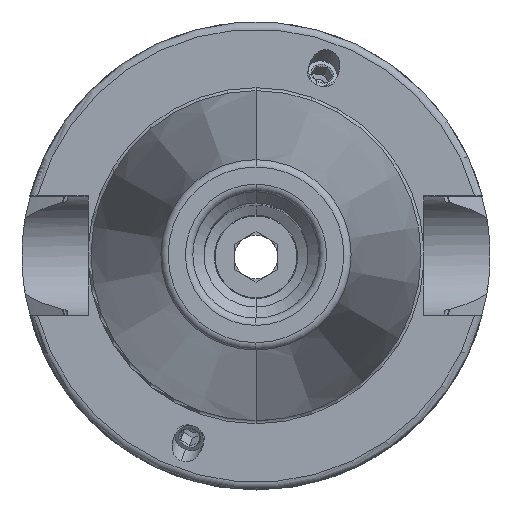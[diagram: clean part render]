
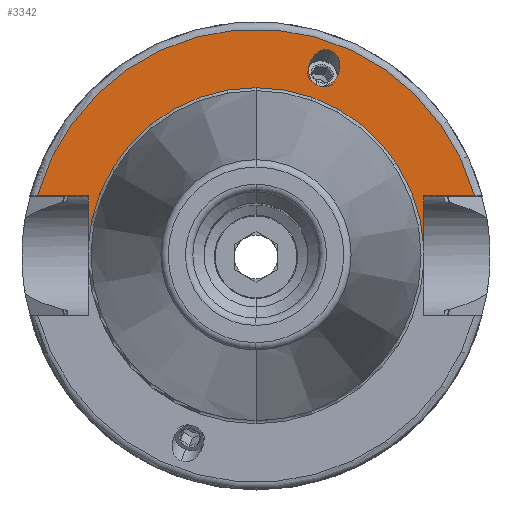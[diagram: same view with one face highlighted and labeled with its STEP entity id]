
A CAD part, top view. The second image highlights one B-rep face of the part: STEP entity #3342.
In plain terms, the highlighted planar face has unit normal (0, 0, 1).
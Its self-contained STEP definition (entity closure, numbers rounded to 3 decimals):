
#902=DIRECTION('',(0,1,0));
#903=VECTOR('',#902,6.987);
#904=CARTESIAN_POINT('',(-22.6,1.063,25));
#905=LINE('',#904,#903);
#906=DIRECTION('',(1,0,0));
#907=VECTOR('',#906,6.818);
#908=CARTESIAN_POINT('',(-29.418,8.05,25));
#909=LINE('',#908,#907);
#910=DIRECTION('',(-1,0,0));
#911=VECTOR('',#910,6.818);
#912=CARTESIAN_POINT('',(29.418,8.05,25));
#913=LINE('',#912,#911);
#914=DIRECTION('',(0,-1,0));
#915=VECTOR('',#914,6.987);
#916=CARTESIAN_POINT('',(22.6,8.05,25));
#917=LINE('',#916,#915);
#918=CARTESIAN_POINT('',(10.056,27.629,25));
#919=CARTESIAN_POINT('',(10.283,27.547,25));
#920=CARTESIAN_POINT('',(10.737,27.268,25));
#921=CARTESIAN_POINT('',(11.226,26.479,25));
#922=CARTESIAN_POINT('',(11.341,25.65,25));
#923=CARTESIAN_POINT('',(11.261,25.009,25));
#924=CARTESIAN_POINT('',(11.137,24.573,25));
#925=CARTESIAN_POINT('',(10.952,24.159,25));
#926=CARTESIAN_POINT('',(10.601,23.617,25));
#927=CARTESIAN_POINT('',(9.98,23.055,25));
#928=CARTESIAN_POINT('',(9.098,22.765,25));
#929=CARTESIAN_POINT('',(8.571,22.843,25));
#930=CARTESIAN_POINT('',(8.344,22.926,25));
#932=CARTESIAN_POINT('',(8.344,22.926,25));
#933=CARTESIAN_POINT('',(8.117,23.009,25));
#934=CARTESIAN_POINT('',(7.663,23.288,25));
#935=CARTESIAN_POINT('',(7.174,24.076,25));
#936=CARTESIAN_POINT('',(7.06,24.906,25));
#937=CARTESIAN_POINT('',(7.14,25.547,25));
#938=CARTESIAN_POINT('',(7.264,25.983,25));
#939=CARTESIAN_POINT('',(7.449,26.396,25));
#940=CARTESIAN_POINT('',(7.8,26.939,25));
#941=CARTESIAN_POINT('',(8.421,27.5,25));
#942=CARTESIAN_POINT('',(9.302,27.79,25));
#943=CARTESIAN_POINT('',(9.829,27.712,25));
#944=CARTESIAN_POINT('',(10.056,27.629,25));
#980=CARTESIAN_POINT('',(0,0,25));
#981=DIRECTION('',(0,0,1));
#982=DIRECTION('',(0,1,0));
#983=AXIS2_PLACEMENT_3D('',#980,#981,#982);
#1011=CARTESIAN_POINT('',(0,0,25));
#1012=DIRECTION('',(0,0,-1));
#1013=DIRECTION('',(0,1,0));
#1014=AXIS2_PLACEMENT_3D('',#1011,#1012,#1013);
#1063=CARTESIAN_POINT('',(0,0,25));
#1064=DIRECTION('',(0,0,1));
#1065=DIRECTION('',(0.965,0.264,0));
#1066=AXIS2_PLACEMENT_3D('',#1063,#1064,#1065);
#1954=CARTESIAN_POINT('',(-22.6,1.063,25));
#1955=CARTESIAN_POINT('',(-22.6,8.05,25));
#1956=VERTEX_POINT('',#1954);
#1957=VERTEX_POINT('',#1955);
#1958=CARTESIAN_POINT('',(-29.418,8.05,25));
#1959=VERTEX_POINT('',#1958);
#1960=CARTESIAN_POINT('',(22.6,8.05,25));
#1961=CARTESIAN_POINT('',(22.6,1.063,25));
#1962=VERTEX_POINT('',#1960);
#1963=VERTEX_POINT('',#1961);
#1970=CARTESIAN_POINT('',(29.418,8.05,25));
#1971=VERTEX_POINT('',#1970);
#2018=CARTESIAN_POINT('',(0,22.625,25));
#2020=VERTEX_POINT('',#2018);
#2030=VERTEX_POINT('',#918);
#2031=VERTEX_POINT('',#930);
#3317=CARTESIAN_POINT('',(0,0,25));
#3318=DIRECTION('',(0,0,-1));
#3319=DIRECTION('',(0,-1,0));
#3320=AXIS2_PLACEMENT_3D('',#3317,#3318,#3319);
#3321=PLANE('',#3320);
#3322=ORIENTED_EDGE('',*,*,#3068,.T.);
#3323=ORIENTED_EDGE('',*,*,#3097,.F.);
#3325=ORIENTED_EDGE('',*,*,#3324,.F.);
#3327=ORIENTED_EDGE('',*,*,#3326,.T.);
#3329=ORIENTED_EDGE('',*,*,#3328,.T.);
#3331=ORIENTED_EDGE('',*,*,#3330,.F.);
#3333=ORIENTED_EDGE('',*,*,#3332,.T.);
#3334=EDGE_LOOP('',(#3322,#3323,#3325,#3327,#3329,#3331,#3333));
#3335=FACE_OUTER_BOUND('',#3334,.F.);
#3337=ORIENTED_EDGE('',*,*,#3336,.F.);
#3339=ORIENTED_EDGE('',*,*,#3338,.F.);
#3340=EDGE_LOOP('',(#3337,#3339));
#3341=FACE_BOUND('',#3340,.F.);
#3342=ADVANCED_FACE('',(#3335,#3341),#3321,.F.);
#931=B_SPLINE_CURVE_WITH_KNOTS('',3,(#918,#919,#920,#921,#922,#923,#924,#925,
#926,#927,#928,#929,#930),.UNSPECIFIED.,.F.,.F.,(4,1,1,1,1,1,1,1,1,1,4),(0,
0.125,0.25,0.375,0.438,0.5,0.563,0.625,0.75,0.875,1),
.UNSPECIFIED.);
#945=B_SPLINE_CURVE_WITH_KNOTS('',3,(#932,#933,#934,#935,#936,#937,#938,#939,
#940,#941,#942,#943,#944),.UNSPECIFIED.,.F.,.F.,(4,1,1,1,1,1,1,1,1,1,4),(0,
0.125,0.25,0.375,0.438,0.5,0.563,0.625,0.75,0.875,1),
.UNSPECIFIED.);
#984=CIRCLE('',#983,22.625);
#1015=CIRCLE('',#1014,22.625);
#1067=CIRCLE('',#1066,30.5);
#3068=EDGE_CURVE('',#1956,#1957,#905,.T.);
#3097=EDGE_CURVE('',#1959,#1957,#909,.T.);
#3324=EDGE_CURVE('',#1971,#1959,#1067,.T.);
#3326=EDGE_CURVE('',#1971,#1962,#913,.T.);
#3328=EDGE_CURVE('',#1962,#1963,#917,.T.);
#3330=EDGE_CURVE('',#2020,#1963,#1015,.T.);
#3332=EDGE_CURVE('',#2020,#1956,#984,.T.);
#3336=EDGE_CURVE('',#2030,#2031,#931,.T.);
#3338=EDGE_CURVE('',#2031,#2030,#945,.T.);
